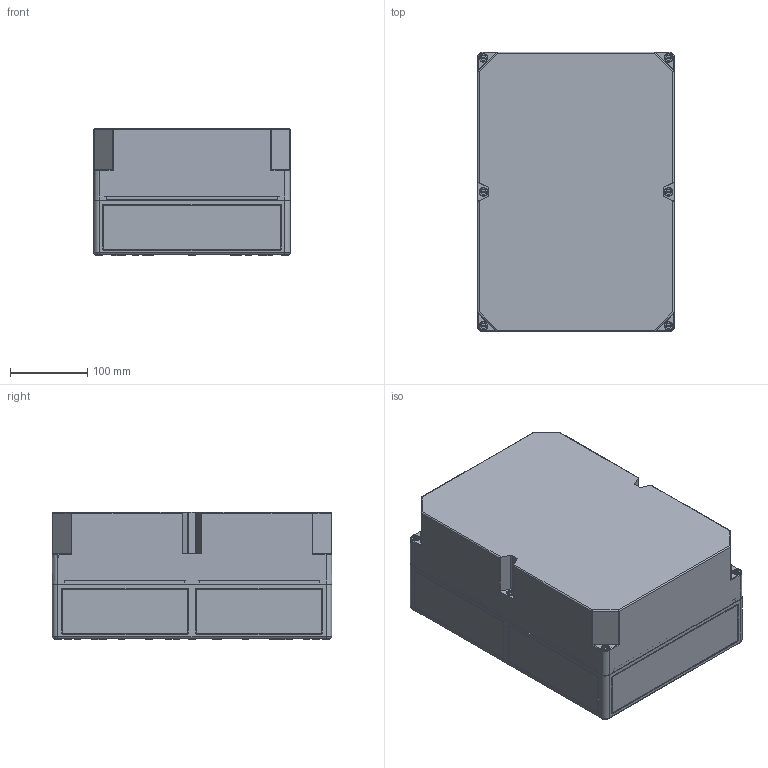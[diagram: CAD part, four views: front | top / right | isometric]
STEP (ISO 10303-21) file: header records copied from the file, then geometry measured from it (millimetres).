
FILE_DESCRIPTION( ( 'STEP AP214' ), ' ' );
FILE_NAME( '11151201.stp', '2016-03-28T15:42:52', ( '' ), ( '' ), ' ', 'PARTsolutions', ' ' );
FILE_SCHEMA( ( 'AUTOMOTIVE_DESIGN { 1 0 10303 214 1 1 1 1 }' ) );
Length unit declared in the file: millimetre
Products named in the file (4): 11151201; _Kasten_TK3625-o; _Deckel_TK3625-16-t; _Schraube_TK58mm-schwarz
Assembly tree (8 placements, depth 2):
  11151201
    _Kasten_TK3625-o
    _Deckel_TK3625-16-t
    _Schraube_TK58mm-schwarz  x6
Bounding box: 254 x 361 x 164.2 mm (x, y, z)
Volume: 1366249.4 mm3; surface area: 813693.8 mm2
Topology: 8 solids, 8 shells, 1539 faces, 3805 edges, 2506 vertices
Faces by surface type: plane 987, cylinder 452, cone 86, torus 14
Full cylindrical faces by diameter (mm): 2.2 x2, 3.4 x22, 5 x10, 5.8 x12, 7 x6, 8 x30, 8.376 x6, 9 x6, 10.5 x6, 10.518 x6, 14 x4, 17 x4, 19 x4
Entity records: 43428 total; most frequent: CARTESIAN_POINT 6055, DIRECTION 6020, ORIENTED_EDGE 5476, EDGE_CURVE 2738, AXIS2_PLACEMENT_3D 2154, VERTEX_POINT 1881, LINE 1712, VECTOR 1712
